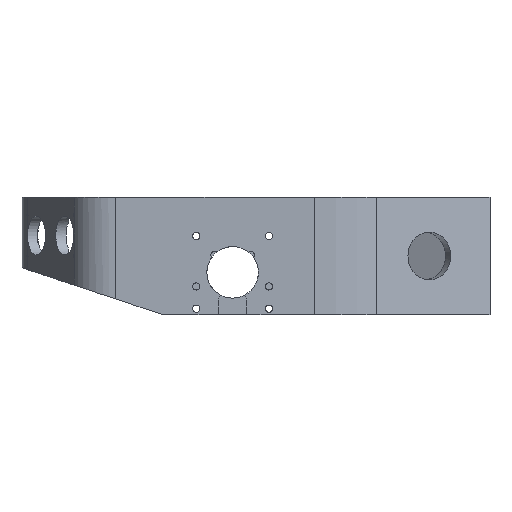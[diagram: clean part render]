
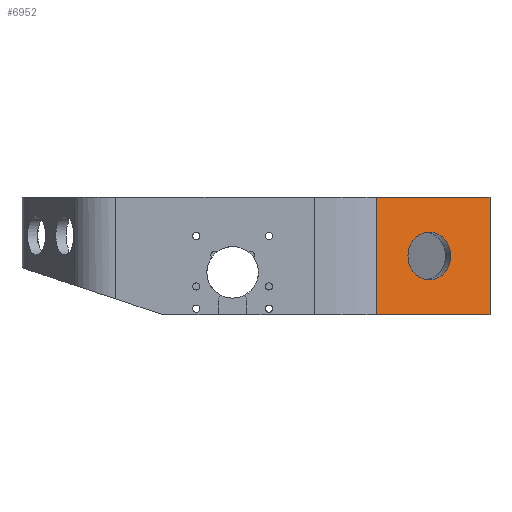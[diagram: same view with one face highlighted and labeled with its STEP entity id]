
A CAD part, left-side view. The second image highlights one B-rep face of the part: STEP entity #6952.
In plain terms, the highlighted planar face has unit normal (-0.897, -0.441, 0).
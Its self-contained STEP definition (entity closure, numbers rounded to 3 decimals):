
#259 = PLANE('',#260);
#260 = AXIS2_PLACEMENT_3D('',#261,#262,#263);
#261 = CARTESIAN_POINT('',(-44.309,-0.415,5.));
#262 = DIRECTION('',(0.,0.,1.));
#263 = DIRECTION('',(1.,0.,0.));
#1162 = VERTEX_POINT('',#1163);
#1163 = CARTESIAN_POINT('',(-93.851,-51.46,5.));
#1178 = CYLINDRICAL_SURFACE('',#1179,60.);
#1179 = AXIS2_PLACEMENT_3D('',#1180,#1181,#1182);
#1180 = CARTESIAN_POINT('',(-40.,-25.,5.));
#1181 = DIRECTION('',(-0.,-0.,-1.));
#1182 = DIRECTION('',(1.,0.,0.));
#1190 = EDGE_CURVE('',#1162,#1191,#1193,.T.);
#1191 = VERTEX_POINT('',#1192);
#1192 = CARTESIAN_POINT('',(-70.,-100.,5.));
#1193 = SURFACE_CURVE('',#1194,(#1198,#1205),.PCURVE_S1.);
#1194 = LINE('',#1195,#1196);
#1195 = CARTESIAN_POINT('',(-93.851,-51.46,5.));
#1196 = VECTOR('',#1197,1.);
#1197 = DIRECTION('',(0.441,-0.898,0.));
#1198 = PCURVE('',#259,#1199);
#1199 = DEFINITIONAL_REPRESENTATION('',(#1200),#1204);
#1200 = LINE('',#1201,#1202);
#1201 = CARTESIAN_POINT('',(-49.541,-51.045));
#1202 = VECTOR('',#1203,1.);
#1203 = DIRECTION('',(0.441,-0.898));
#1204 = ( GEOMETRIC_REPRESENTATION_CONTEXT(2) 
PARAMETRIC_REPRESENTATION_CONTEXT() REPRESENTATION_CONTEXT('2D SPACE',''
  ) );
#1205 = PCURVE('',#1206,#1211);
#1206 = PLANE('',#1207);
#1207 = AXIS2_PLACEMENT_3D('',#1208,#1209,#1210);
#1208 = CARTESIAN_POINT('',(-93.851,-51.46,5.));
#1209 = DIRECTION('',(0.898,0.441,0.));
#1210 = DIRECTION('',(0.441,-0.898,0.));
#1211 = DEFINITIONAL_REPRESENTATION('',(#1212),#1216);
#1212 = LINE('',#1213,#1214);
#1213 = CARTESIAN_POINT('',(0.,0.));
#1214 = VECTOR('',#1215,1.);
#1215 = DIRECTION('',(1.,0.));
#1216 = ( GEOMETRIC_REPRESENTATION_CONTEXT(2) 
PARAMETRIC_REPRESENTATION_CONTEXT() REPRESENTATION_CONTEXT('2D SPACE',''
  ) );
#1234 = PLANE('',#1235);
#1235 = AXIS2_PLACEMENT_3D('',#1236,#1237,#1238);
#1236 = CARTESIAN_POINT('',(-70.,-100.,5.));
#1237 = DIRECTION('',(0.,1.,0.));
#1238 = DIRECTION('',(1.,0.,0.));
#5465 = CYLINDRICAL_SURFACE('',#5466,10.2);
#5466 = AXIS2_PLACEMENT_3D('',#5467,#5468,#5469);
#5467 = CARTESIAN_POINT('',(-82.736,-74.079,30.));
#5468 = DIRECTION('',(-0.898,-0.441,
    0.));
#5469 = DIRECTION('',(0.441,-0.898,0.
    ));
#6709 = EDGE_CURVE('',#1191,#6710,#6712,.T.);
#6710 = VERTEX_POINT('',#6711);
#6711 = CARTESIAN_POINT('',(-70.,-100.,55.));
#6712 = SURFACE_CURVE('',#6713,(#6717,#6724),.PCURVE_S1.);
#6713 = LINE('',#6714,#6715);
#6714 = CARTESIAN_POINT('',(-70.,-100.,5.));
#6715 = VECTOR('',#6716,1.);
#6716 = DIRECTION('',(0.,0.,1.));
#6717 = PCURVE('',#1234,#6718);
#6718 = DEFINITIONAL_REPRESENTATION('',(#6719),#6723);
#6719 = LINE('',#6720,#6721);
#6720 = CARTESIAN_POINT('',(0.,0.));
#6721 = VECTOR('',#6722,1.);
#6722 = DIRECTION('',(0.,-1.));
#6723 = ( GEOMETRIC_REPRESENTATION_CONTEXT(2) 
PARAMETRIC_REPRESENTATION_CONTEXT() REPRESENTATION_CONTEXT('2D SPACE',''
  ) );
#6724 = PCURVE('',#1206,#6725);
#6725 = DEFINITIONAL_REPRESENTATION('',(#6726),#6730);
#6726 = LINE('',#6727,#6728);
#6727 = CARTESIAN_POINT('',(54.083,0.));
#6728 = VECTOR('',#6729,1.);
#6729 = DIRECTION('',(0.,-1.));
#6730 = ( GEOMETRIC_REPRESENTATION_CONTEXT(2) 
PARAMETRIC_REPRESENTATION_CONTEXT() REPRESENTATION_CONTEXT('2D SPACE',''
  ) );
#6748 = PLANE('',#6749);
#6749 = AXIS2_PLACEMENT_3D('',#6750,#6751,#6752);
#6750 = CARTESIAN_POINT('',(-44.309,-0.415,55.));
#6751 = DIRECTION('',(0.,0.,1.));
#6752 = DIRECTION('',(1.,0.,0.));
#6952 = ADVANCED_FACE('',(#6953,#7001),#1206,.F.);
#6953 = FACE_BOUND('',#6954,.F.);
#6954 = EDGE_LOOP('',(#6955,#6978,#6999,#7000));
#6955 = ORIENTED_EDGE('',*,*,#6956,.T.);
#6956 = EDGE_CURVE('',#1162,#6957,#6959,.T.);
#6957 = VERTEX_POINT('',#6958);
#6958 = CARTESIAN_POINT('',(-93.851,-51.46,55.));
#6959 = SURFACE_CURVE('',#6960,(#6964,#6971),.PCURVE_S1.);
#6960 = LINE('',#6961,#6962);
#6961 = CARTESIAN_POINT('',(-93.851,-51.46,5.));
#6962 = VECTOR('',#6963,1.);
#6963 = DIRECTION('',(0.,0.,1.));
#6964 = PCURVE('',#1206,#6965);
#6965 = DEFINITIONAL_REPRESENTATION('',(#6966),#6970);
#6966 = LINE('',#6967,#6968);
#6967 = CARTESIAN_POINT('',(0.,0.));
#6968 = VECTOR('',#6969,1.);
#6969 = DIRECTION('',(0.,-1.));
#6970 = ( GEOMETRIC_REPRESENTATION_CONTEXT(2) 
PARAMETRIC_REPRESENTATION_CONTEXT() REPRESENTATION_CONTEXT('2D SPACE',''
  ) );
#6971 = PCURVE('',#1178,#6972);
#6972 = DEFINITIONAL_REPRESENTATION('',(#6973),#6977);
#6973 = LINE('',#6974,#6975);
#6974 = CARTESIAN_POINT('',(-3.598,0.));
#6975 = VECTOR('',#6976,1.);
#6976 = DIRECTION('',(-0.,-1.));
#6977 = ( GEOMETRIC_REPRESENTATION_CONTEXT(2) 
PARAMETRIC_REPRESENTATION_CONTEXT() REPRESENTATION_CONTEXT('2D SPACE',''
  ) );
#6978 = ORIENTED_EDGE('',*,*,#6979,.T.);
#6979 = EDGE_CURVE('',#6957,#6710,#6980,.T.);
#6980 = SURFACE_CURVE('',#6981,(#6985,#6992),.PCURVE_S1.);
#6981 = LINE('',#6982,#6983);
#6982 = CARTESIAN_POINT('',(-93.851,-51.46,55.));
#6983 = VECTOR('',#6984,1.);
#6984 = DIRECTION('',(0.441,-0.898,0.));
#6985 = PCURVE('',#1206,#6986);
#6986 = DEFINITIONAL_REPRESENTATION('',(#6987),#6991);
#6987 = LINE('',#6988,#6989);
#6988 = CARTESIAN_POINT('',(0.,-50.));
#6989 = VECTOR('',#6990,1.);
#6990 = DIRECTION('',(1.,0.));
#6991 = ( GEOMETRIC_REPRESENTATION_CONTEXT(2) 
PARAMETRIC_REPRESENTATION_CONTEXT() REPRESENTATION_CONTEXT('2D SPACE',''
  ) );
#6992 = PCURVE('',#6748,#6993);
#6993 = DEFINITIONAL_REPRESENTATION('',(#6994),#6998);
#6994 = LINE('',#6995,#6996);
#6995 = CARTESIAN_POINT('',(-49.541,-51.045));
#6996 = VECTOR('',#6997,1.);
#6997 = DIRECTION('',(0.441,-0.898));
#6998 = ( GEOMETRIC_REPRESENTATION_CONTEXT(2) 
PARAMETRIC_REPRESENTATION_CONTEXT() REPRESENTATION_CONTEXT('2D SPACE',''
  ) );
#6999 = ORIENTED_EDGE('',*,*,#6709,.F.);
#7000 = ORIENTED_EDGE('',*,*,#1190,.F.);
#7001 = FACE_BOUND('',#7002,.F.);
#7002 = EDGE_LOOP('',(#7003));
#7003 = ORIENTED_EDGE('',*,*,#7004,.T.);
#7004 = EDGE_CURVE('',#7005,#7005,#7007,.T.);
#7005 = VERTEX_POINT('',#7006);
#7006 = CARTESIAN_POINT('',(-78.238,-83.234,30.));
#7007 = SURFACE_CURVE('',#7008,(#7013,#7024),.PCURVE_S1.);
#7008 = CIRCLE('',#7009,10.2);
#7009 = AXIS2_PLACEMENT_3D('',#7010,#7011,#7012);
#7010 = CARTESIAN_POINT('',(-82.736,-74.079,30.));
#7011 = DIRECTION('',(-0.898,-0.441,
    0.));
#7012 = DIRECTION('',(0.441,-0.898,0.
    ));
#7013 = PCURVE('',#1206,#7014);
#7014 = DEFINITIONAL_REPRESENTATION('',(#7015),#7023);
#7015 = ( BOUNDED_CURVE() B_SPLINE_CURVE(2,(#7016,#7017,#7018,#7019,
#7020,#7021,#7022),.UNSPECIFIED.,.T.,.F.) B_SPLINE_CURVE_WITH_KNOTS((1,2
    ,2,2,2,1),(-2.094,0.,2.094,4.189,
6.283,8.378),.UNSPECIFIED.) CURVE() 
GEOMETRIC_REPRESENTATION_ITEM() RATIONAL_B_SPLINE_CURVE((1.,0.5,1.,0.5,
1.,0.5,1.)) REPRESENTATION_ITEM('') );
#7016 = CARTESIAN_POINT('',(35.402,-25.));
#7017 = CARTESIAN_POINT('',(35.402,-42.667));
#7018 = CARTESIAN_POINT('',(20.102,-33.833));
#7019 = CARTESIAN_POINT('',(4.802,-25.));
#7020 = CARTESIAN_POINT('',(20.102,-16.167));
#7021 = CARTESIAN_POINT('',(35.402,-7.333));
#7022 = CARTESIAN_POINT('',(35.402,-25.));
#7023 = ( GEOMETRIC_REPRESENTATION_CONTEXT(2) 
PARAMETRIC_REPRESENTATION_CONTEXT() REPRESENTATION_CONTEXT('2D SPACE',''
  ) );
#7024 = PCURVE('',#5465,#7025);
#7025 = DEFINITIONAL_REPRESENTATION('',(#7026),#7030);
#7026 = LINE('',#7027,#7028);
#7027 = CARTESIAN_POINT('',(0.,0.));
#7028 = VECTOR('',#7029,1.);
#7029 = DIRECTION('',(1.,0.));
#7030 = ( GEOMETRIC_REPRESENTATION_CONTEXT(2) 
PARAMETRIC_REPRESENTATION_CONTEXT() REPRESENTATION_CONTEXT('2D SPACE',''
  ) );
